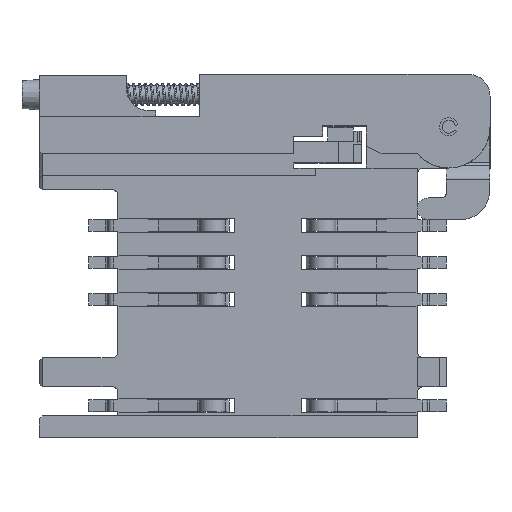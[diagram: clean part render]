
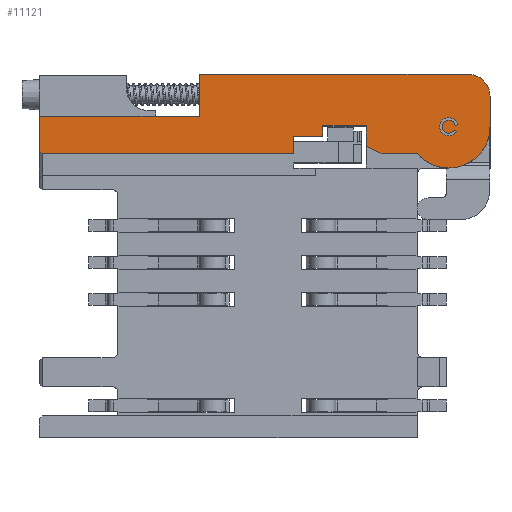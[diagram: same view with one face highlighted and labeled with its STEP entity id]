
A CAD part, top view. The second image highlights one B-rep face of the part: STEP entity #11121.
In plain terms, the highlighted planar face has unit normal (0, 0, 1).
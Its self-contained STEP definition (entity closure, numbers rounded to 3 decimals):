
#9=DIRECTION('',(0.,-1.,0.));
#10=VECTOR('',#9,2.35);
#11=CARTESIAN_POINT('',(-15.5,9.6,3.));
#12=LINE('',#11,#10);
#416=CARTESIAN_POINT('',(14.,11.,3.));
#417=DIRECTION('',(0.,0.,1.));
#418=DIRECTION('',(1.,0.,0.));
#419=AXIS2_PLACEMENT_3D('',#416,#417,#418);
#421=CARTESIAN_POINT('',(12.662,8.888,3.));
#422=DIRECTION('',(0.,0.,-1.));
#423=DIRECTION('',(1.,0.,0.));
#424=AXIS2_PLACEMENT_3D('',#421,#422,#423);
#426=DIRECTION('',(-0.894,0.447,0.));
#427=VECTOR('',#426,1.118);
#428=CARTESIAN_POINT('',(8.,7.05,3.));
#429=LINE('',#428,#427);
#430=DIRECTION('',(0.,1.,0.));
#431=VECTOR('',#430,1.4);
#432=CARTESIAN_POINT('',(7.,7.55,3.));
#433=LINE('',#432,#431);
#434=DIRECTION('',(-1.,0.,0.));
#435=VECTOR('',#434,3.);
#436=CARTESIAN_POINT('',(7.,8.95,3.));
#437=LINE('',#436,#435);
#438=DIRECTION('',(0.,-1.,0.));
#439=VECTOR('',#438,0.7);
#440=CARTESIAN_POINT('',(4.,8.95,3.));
#441=LINE('',#440,#439);
#442=DIRECTION('',(-1.,0.,0.));
#443=VECTOR('',#442,2.);
#444=CARTESIAN_POINT('',(4.,8.25,3.));
#445=LINE('',#444,#443);
#446=DIRECTION('',(0.,1.,0.));
#447=VECTOR('',#446,1.2);
#448=CARTESIAN_POINT('',(2.,7.05,3.));
#449=LINE('',#448,#447);
#450=DIRECTION('',(1.,0.,0.));
#451=VECTOR('',#450,11.);
#452=CARTESIAN_POINT('',(-15.5,9.6,3.));
#453=LINE('',#452,#451);
#454=DIRECTION('',(0.,-1.,0.));
#455=VECTOR('',#454,2.9);
#456=CARTESIAN_POINT('',(-4.5,12.5,3.));
#457=LINE('',#456,#455);
#458=DIRECTION('',(1.,0.,0.));
#459=VECTOR('',#458,18.5);
#460=CARTESIAN_POINT('',(-4.5,12.5,3.));
#461=LINE('',#460,#459);
#462=DIRECTION('',(0.911,0.411,0.));
#463=VECTOR('',#462,0.182);
#464=CARTESIAN_POINT('',(13.107,8.946,3.));
#465=LINE('',#464,#463);
#466=CARTESIAN_POINT('',(12.662,8.888,3.));
#467=DIRECTION('',(0.,0.,1.));
#468=DIRECTION('',(0.977,0.214,0.));
#469=AXIS2_PLACEMENT_3D('',#466,#467,#468);
#471=DIRECTION('',(-0.849,0.529,0.));
#472=VECTOR('',#471,0.176);
#473=CARTESIAN_POINT('',(13.193,8.557,3.));
#474=LINE('',#473,#472);
#475=CARTESIAN_POINT('',(12.662,8.888,3.));
#476=DIRECTION('',(0.,0.,1.));
#477=DIRECTION('',(0.991,0.131,0.));
#478=AXIS2_PLACEMENT_3D('',#475,#476,#477);
#3592=DIRECTION('',(0.,1.,0.));
#3593=VECTOR('',#3592,2.112);
#3594=CARTESIAN_POINT('',(15.5,8.888,3.));
#3595=LINE('',#3594,#3593);
#3710=DIRECTION('',(0.707,-0.707,0.));
#3711=VECTOR('',#3710,0.283);
#3712=CARTESIAN_POINT('',(-15.5,7.25,3.));
#3713=LINE('',#3712,#3711);
#3730=DIRECTION('',(1.,0.,0.));
#3731=VECTOR('',#3730,17.3);
#3732=CARTESIAN_POINT('',(-15.3,7.05,3.));
#3733=LINE('',#3732,#3731);
#3742=DIRECTION('',(1.,0.,0.));
#3743=VECTOR('',#3742,2.5);
#3744=CARTESIAN_POINT('',(8.,7.05,3.));
#3745=LINE('',#3744,#3743);
#8527=CARTESIAN_POINT('',(8.,7.05,3.));
#8528=CARTESIAN_POINT('',(7.,7.55,3.));
#8529=VERTEX_POINT('',#8527);
#8530=VERTEX_POINT('',#8528);
#8531=CARTESIAN_POINT('',(7.,8.95,3.));
#8532=VERTEX_POINT('',#8531);
#8533=CARTESIAN_POINT('',(4.,8.95,3.));
#8534=VERTEX_POINT('',#8533);
#8535=CARTESIAN_POINT('',(4.,8.25,3.));
#8536=VERTEX_POINT('',#8535);
#8537=CARTESIAN_POINT('',(2.,8.25,3.));
#8538=VERTEX_POINT('',#8537);
#8539=CARTESIAN_POINT('',(2.,7.05,3.));
#8540=VERTEX_POINT('',#8539);
#8573=CARTESIAN_POINT('',(15.5,8.888,3.));
#8574=CARTESIAN_POINT('',(10.5,7.05,3.));
#8575=VERTEX_POINT('',#8573);
#8576=VERTEX_POINT('',#8574);
#8597=CARTESIAN_POINT('',(-4.5,12.5,3.));
#8598=CARTESIAN_POINT('',(-4.5,9.6,3.));
#8599=VERTEX_POINT('',#8597);
#8600=VERTEX_POINT('',#8598);
#8601=CARTESIAN_POINT('',(-15.5,9.6,3.));
#8602=VERTEX_POINT('',#8601);
#9591=CARTESIAN_POINT('',(-15.5,7.25,3.));
#9592=VERTEX_POINT('',#9591);
#9593=CARTESIAN_POINT('',(-15.3,7.05,3.));
#9594=VERTEX_POINT('',#9593);
#10517=CARTESIAN_POINT('',(15.5,11.,3.));
#10518=CARTESIAN_POINT('',(14.,12.5,3.));
#10519=VERTEX_POINT('',#10517);
#10520=VERTEX_POINT('',#10518);
#10633=CARTESIAN_POINT('',(13.107,8.946,3.));
#10634=CARTESIAN_POINT('',(13.273,9.021,3.));
#10635=VERTEX_POINT('',#10633);
#10636=VERTEX_POINT('',#10634);
#10637=CARTESIAN_POINT('',(13.193,8.557,3.));
#10638=VERTEX_POINT('',#10637);
#10639=CARTESIAN_POINT('',(13.043,8.651,3.));
#10640=VERTEX_POINT('',#10639);
#11075=CARTESIAN_POINT('',(-15.5,12.5,3.));
#11076=DIRECTION('',(0.,0.,1.));
#11077=DIRECTION('',(0.,-1.,0.));
#11078=AXIS2_PLACEMENT_3D('',#11075,#11076,#11077);
#11079=PLANE('',#11078);
#11081=ORIENTED_EDGE('',*,*,#11080,.F.);
#11083=ORIENTED_EDGE('',*,*,#11082,.F.);
#11085=ORIENTED_EDGE('',*,*,#11084,.T.);
#11087=ORIENTED_EDGE('',*,*,#11086,.F.);
#11089=ORIENTED_EDGE('',*,*,#11088,.T.);
#11091=ORIENTED_EDGE('',*,*,#11090,.T.);
#11093=ORIENTED_EDGE('',*,*,#11092,.T.);
#11095=ORIENTED_EDGE('',*,*,#11094,.T.);
#11097=ORIENTED_EDGE('',*,*,#11096,.T.);
#11099=ORIENTED_EDGE('',*,*,#11098,.F.);
#11101=ORIENTED_EDGE('',*,*,#11100,.F.);
#11103=ORIENTED_EDGE('',*,*,#11102,.F.);
#11104=ORIENTED_EDGE('',*,*,#10711,.F.);
#11105=ORIENTED_EDGE('',*,*,#10822,.T.);
#11106=ORIENTED_EDGE('',*,*,#11037,.F.);
#11108=ORIENTED_EDGE('',*,*,#11107,.T.);
#11109=EDGE_LOOP('',(#11081,#11083,#11085,#11087,#11089,#11091,#11093,#11095,
#11097,#11099,#11101,#11103,#11104,#11105,#11106,#11108));
#11110=FACE_OUTER_BOUND('',#11109,.F.);
#11112=ORIENTED_EDGE('',*,*,#11111,.T.);
#11114=ORIENTED_EDGE('',*,*,#11113,.T.);
#11116=ORIENTED_EDGE('',*,*,#11115,.T.);
#11118=ORIENTED_EDGE('',*,*,#11117,.F.);
#11119=EDGE_LOOP('',(#11112,#11114,#11116,#11118));
#11120=FACE_BOUND('',#11119,.F.);
#11121=ADVANCED_FACE('',(#11110,#11120),#11079,.T.);
#420=CIRCLE('',#419,1.5);
#425=CIRCLE('',#424,2.838);
#470=CIRCLE('',#469,0.625);
#479=CIRCLE('',#478,0.449);
#10711=EDGE_CURVE('',#8602,#9592,#12,.T.);
#10822=EDGE_CURVE('',#8602,#8600,#453,.T.);
#11037=EDGE_CURVE('',#8599,#8600,#457,.T.);
#11080=EDGE_CURVE('',#10519,#10520,#420,.T.);
#11082=EDGE_CURVE('',#8575,#10519,#3595,.T.);
#11084=EDGE_CURVE('',#8575,#8576,#425,.T.);
#11086=EDGE_CURVE('',#8529,#8576,#3745,.T.);
#11088=EDGE_CURVE('',#8529,#8530,#429,.T.);
#11090=EDGE_CURVE('',#8530,#8532,#433,.T.);
#11092=EDGE_CURVE('',#8532,#8534,#437,.T.);
#11094=EDGE_CURVE('',#8534,#8536,#441,.T.);
#11096=EDGE_CURVE('',#8536,#8538,#445,.T.);
#11098=EDGE_CURVE('',#8540,#8538,#449,.T.);
#11100=EDGE_CURVE('',#9594,#8540,#3733,.T.);
#11102=EDGE_CURVE('',#9592,#9594,#3713,.T.);
#11107=EDGE_CURVE('',#8599,#10520,#461,.T.);
#11111=EDGE_CURVE('',#10635,#10636,#465,.T.);
#11113=EDGE_CURVE('',#10636,#10638,#470,.T.);
#11115=EDGE_CURVE('',#10638,#10640,#474,.T.);
#11117=EDGE_CURVE('',#10635,#10640,#479,.T.);
